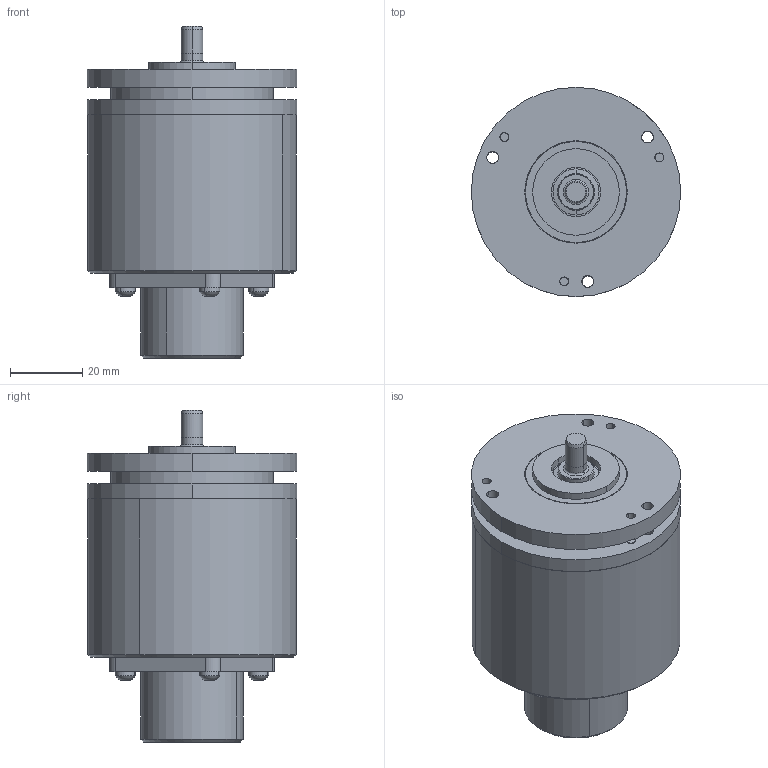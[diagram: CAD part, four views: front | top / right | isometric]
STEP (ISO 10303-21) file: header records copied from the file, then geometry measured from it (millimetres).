
FILE_DESCRIPTION((''),'2;1');
FILE_NAME('557174','2010-11-10T',('se2802'),(''),'PRO/ENGINEER BY PARAMETRIC TECHNOLOGY CORPORATION, 2010180','PRO/ENGINEER BY PARAMETRIC TECHNOLOGY CORPORATION, 2010180','');
FILE_SCHEMA(('CONFIG_CONTROL_DESIGN'));
Products named in the file (1): 557174
Bounding box: 58 x 58 x 92 mm (x, y, z)
Volume: 91147.4 mm3; surface area: 47819.7 mm2
Topology: 2 solids, 4 shells, 1879 faces, 5120 edges, 3341 vertices
Faces by surface type: plane 919, cylinder 504, extrusion 324, cone 60, torus 58, sphere 14
Entity records: 64332 total; most frequent: CARTESIAN_POINT 16968, ORIENTED_EDGE 10236, DIRECTION 9172, EDGE_CURVE 5118, VERTEX_POINT 3341, VECTOR 3114, AXIS2_PLACEMENT_3D 3029, LINE 2790
